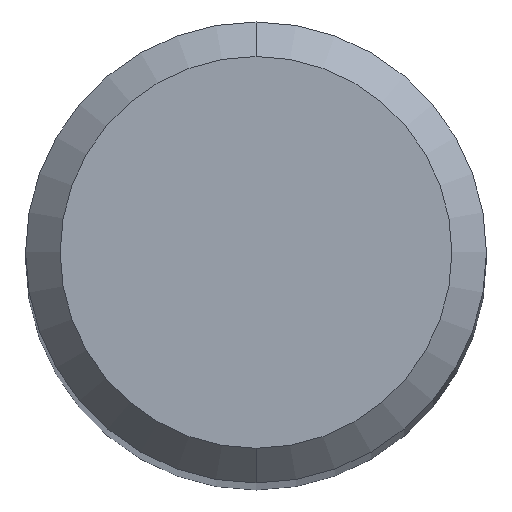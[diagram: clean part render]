
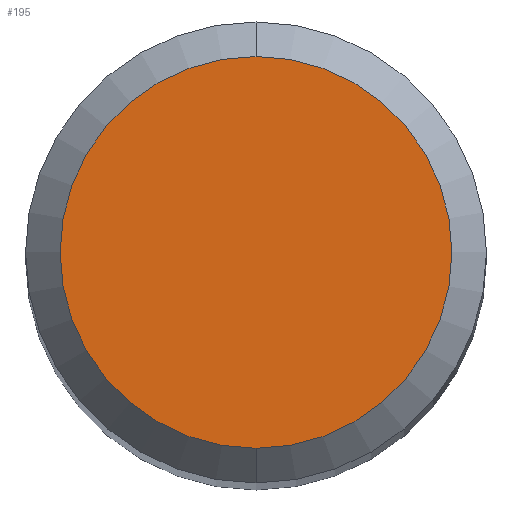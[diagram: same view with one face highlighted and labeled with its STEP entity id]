
A CAD part, top view. The second image highlights one B-rep face of the part: STEP entity #195.
In plain terms, the highlighted planar face has unit normal (0, 0, 1).
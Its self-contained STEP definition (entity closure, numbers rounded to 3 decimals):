
#139=VERTEX_POINT('',#293);
#163=VERTEX_POINT('',#321);
#195=ADVANCED_FACE('',(#359),#360,.T.);
#203=EDGE_CURVE('',#139,#163,#369,.T.);
#223=EDGE_CURVE('',#163,#139,#390,.T.);
#293=CARTESIAN_POINT('',(0.,-1.7,0.0));
#321=CARTESIAN_POINT('',(0.0,1.7,0.0));
#359=FACE_OUTER_BOUND('',#548,.T.);
#360=PLANE('',#549);
#369=CIRCLE('',#560,1.7);
#390=CIRCLE('',#589,1.7);
#548=EDGE_LOOP('',(#742,#743));
#549=AXIS2_PLACEMENT_3D('',#744,#745,#746);
#560=AXIS2_PLACEMENT_3D('',#756,#757,#758);
#589=AXIS2_PLACEMENT_3D('',#778,#779,#780);
#742=ORIENTED_EDGE('',*,*,#223,.F.);
#743=ORIENTED_EDGE('',*,*,#203,.F.);
#744=CARTESIAN_POINT('',(0.0,0.85,0.0));
#745=DIRECTION('',(-0.0,0.0,1.0));
#746=DIRECTION('',(0.0,-1.0,0.0));
#756=CARTESIAN_POINT('',(0.0,0.0,0.0));
#757=DIRECTION('',(0.0,0.0,-1.0));
#758=DIRECTION('',(0.0,1.0,0.0));
#778=CARTESIAN_POINT('',(0.0,0.0,0.0));
#779=DIRECTION('',(0.0,0.0,-1.0));
#780=DIRECTION('',(0.0,1.0,0.0));
